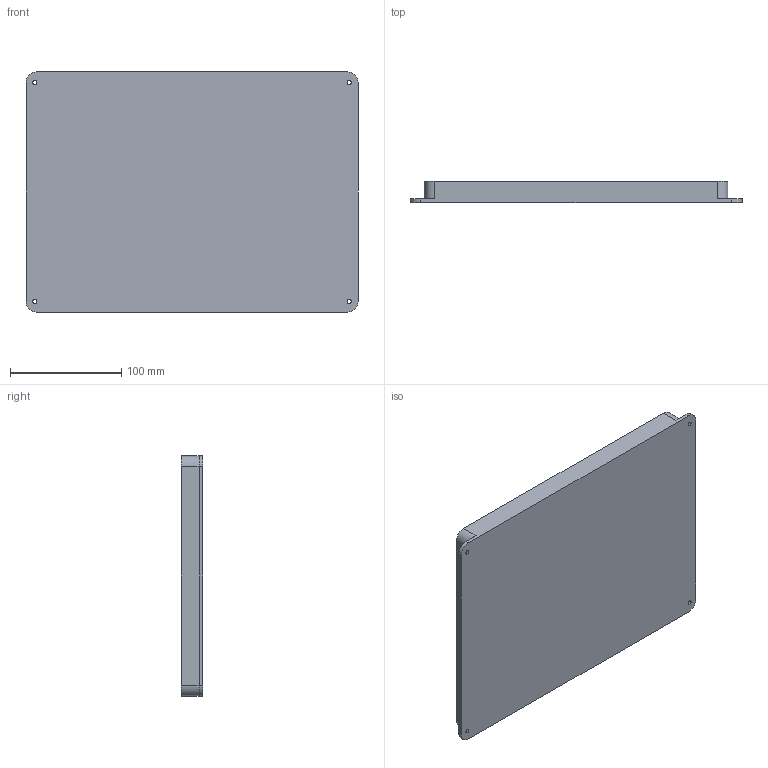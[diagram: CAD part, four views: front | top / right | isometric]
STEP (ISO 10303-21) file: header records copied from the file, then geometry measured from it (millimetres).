
FILE_DESCRIPTION (( 'STEP AP203' ), '1' );
FILE_NAME ('battery_case_back.STEP', '2017-02-01T17:18:17', ( '' ), ( '' ), 'SwSTEP 2.0', 'SolidWorks 2015', '' );
FILE_SCHEMA (( 'CONFIG_CONTROL_DESIGN' ));
Length unit declared in the file: inch
Products named in the file (1): battery_case_back
Bounding box: 298.45 x 19.05 x 215.9 mm (x, y, z)
Volume: 462138.2 mm3; surface area: 159233.1 mm2
Topology: 1 solids, 1 shells, 70 faces, 174 edges, 116 vertices
Faces by surface type: cylinder 42, plane 28
Entity records: 2221 total; most frequent: DIRECTION 400, CARTESIAN_POINT 361, ORIENTED_EDGE 348, EDGE_CURVE 174, AXIS2_PLACEMENT_3D 155, VERTEX_POINT 116, LINE 90, EDGE_LOOP 90
